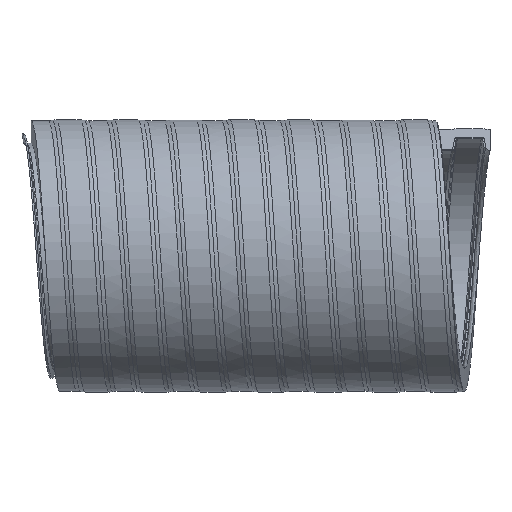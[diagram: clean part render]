
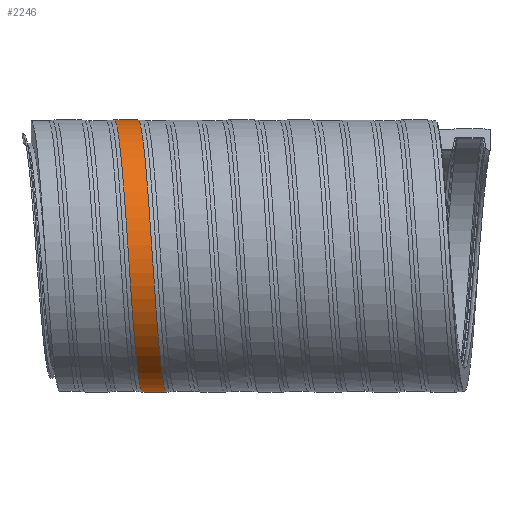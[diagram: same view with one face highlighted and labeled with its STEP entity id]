
A CAD part, top view. The second image highlights one B-rep face of the part: STEP entity #2246.
In plain terms, the highlighted cylindrical face has radius 29.35 mm (diameter 58.7 mm), a full revolution.
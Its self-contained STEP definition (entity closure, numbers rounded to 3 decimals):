
#230=FACE_OUTER_BOUND('',#341,.T.);
#341=EDGE_LOOP('',(#1760,#1761,#1762,#1763));
#511=B_SPLINE_CURVE_WITH_KNOTS('',3,(#11710,#11711,#11712,#11713,#11714,
#11715,#11716,#11717,#11718,#11719,#11720,#11721,#11722,#11723,#11724,#11725,
#11726),.UNSPECIFIED.,.F.,.F.,(4,1,1,1,1,1,1,1,1,1,1,1,1,1,4),(3.142,
3.47,3.965,4.461,4.957,5.452,
5.948,6.444,6.939,7.435,7.931,
8.426,8.922,9.418,9.425),
 .UNSPECIFIED.);
#512=B_SPLINE_CURVE_WITH_KNOTS('',3,(#11727,#11728,#11729,#11730,#11731,
#11732,#11733,#11734,#11735,#11736,#11737,#11738,#11739,#11740,#11741,#11742,
#11743),.UNSPECIFIED.,.F.,.F.,(4,1,1,1,1,1,1,1,1,1,1,1,1,1,4),(3.142,
3.47,3.965,4.461,4.957,5.452,
5.948,6.444,6.939,7.435,7.931,
8.426,8.922,9.418,9.425),
 .UNSPECIFIED.);
#638=LINE('',#11682,#751);
#640=LINE('',#11709,#753);
#751=VECTOR('',#2744,29.35);
#753=VECTOR('',#2748,29.35);
#943=VERTEX_POINT('',#11680);
#944=VERTEX_POINT('',#11681);
#947=VERTEX_POINT('',#11707);
#948=VERTEX_POINT('',#11708);
#1233=EDGE_CURVE('',#943,#944,#638,.T.);
#1237=EDGE_CURVE('',#947,#948,#640,.T.);
#1238=EDGE_CURVE('',#943,#947,#511,.T.);
#1239=EDGE_CURVE('',#944,#948,#512,.T.);
#1760=ORIENTED_EDGE('',*,*,#1237,.F.);
#1761=ORIENTED_EDGE('',*,*,#1238,.F.);
#1762=ORIENTED_EDGE('',*,*,#1233,.T.);
#1763=ORIENTED_EDGE('',*,*,#1239,.T.);
#2033=CYLINDRICAL_SURFACE('',#2416,29.35);
#2246=ADVANCED_FACE('',(#230),#2033,.T.);
#2416=AXIS2_PLACEMENT_3D('',#11706,#2746,#2747);
#2744=DIRECTION('',(-1.,0.,0.));
#2746=DIRECTION('center_axis',(1.,0.,0.));
#2747=DIRECTION('ref_axis',(0.,1.,0.));
#2748=DIRECTION('',(-1.,0.,0.));
#11680=CARTESIAN_POINT('',(18.762,-29.349,0.001));
#11681=CARTESIAN_POINT('',(13.621,-29.349,0.001));
#11682=CARTESIAN_POINT('',(12.532,-29.35,0.));
#11706=CARTESIAN_POINT('Origin',(12.532,0.,0.));
#11707=CARTESIAN_POINT('',(31.222,-29.352,0.));
#11708=CARTESIAN_POINT('',(26.081,-29.352,0.));
#11709=CARTESIAN_POINT('',(12.532,-29.35,0.));
#11710=CARTESIAN_POINT('Ctrl Pts',(18.762,-29.349,0.001));
#11711=CARTESIAN_POINT('Ctrl Pts',(18.979,-29.346,-3.21));
#11712=CARTESIAN_POINT('Ctrl Pts',(19.523,-28.027,-11.272));
#11713=CARTESIAN_POINT('Ctrl Pts',(20.395,-20.777,-22.437));
#11714=CARTESIAN_POINT('Ctrl Pts',(21.378,-7.605,-29.618));
#11715=CARTESIAN_POINT('Ctrl Pts',(22.361,7.398,-29.671));
#11716=CARTESIAN_POINT('Ctrl Pts',(23.344,20.62,-22.581));
#11717=CARTESIAN_POINT('Ctrl Pts',(24.327,28.878,-10.057));
#11718=CARTESIAN_POINT('Ctrl Pts',(25.31,30.186,4.889));
#11719=CARTESIAN_POINT('Ctrl Pts',(26.293,24.228,18.658));
#11720=CARTESIAN_POINT('Ctrl Pts',(27.276,12.438,27.935));
#11721=CARTESIAN_POINT('Ctrl Pts',(28.259,-2.346,30.489));
#11722=CARTESIAN_POINT('Ctrl Pts',(29.242,-16.565,25.704));
#11723=CARTESIAN_POINT('Ctrl Pts',(30.225,-26.797,14.732));
#11724=CARTESIAN_POINT('Ctrl Pts',(30.885,-29.336,4.985));
#11725=CARTESIAN_POINT('Ctrl Pts',(31.217,-29.352,0.068));
#11726=CARTESIAN_POINT('Ctrl Pts',(31.222,-29.352,0.));
#11727=CARTESIAN_POINT('Ctrl Pts',(13.621,-29.349,0.001));
#11728=CARTESIAN_POINT('Ctrl Pts',(13.838,-29.346,-3.21));
#11729=CARTESIAN_POINT('Ctrl Pts',(14.383,-28.027,-11.272));
#11730=CARTESIAN_POINT('Ctrl Pts',(15.255,-20.777,-22.437));
#11731=CARTESIAN_POINT('Ctrl Pts',(16.238,-7.605,-29.618));
#11732=CARTESIAN_POINT('Ctrl Pts',(17.221,7.398,-29.671));
#11733=CARTESIAN_POINT('Ctrl Pts',(18.204,20.62,-22.581));
#11734=CARTESIAN_POINT('Ctrl Pts',(19.187,28.878,-10.057));
#11735=CARTESIAN_POINT('Ctrl Pts',(20.17,30.186,4.889));
#11736=CARTESIAN_POINT('Ctrl Pts',(21.153,24.228,18.658));
#11737=CARTESIAN_POINT('Ctrl Pts',(22.135,12.438,27.935));
#11738=CARTESIAN_POINT('Ctrl Pts',(23.118,-2.346,30.489));
#11739=CARTESIAN_POINT('Ctrl Pts',(24.101,-16.565,25.704));
#11740=CARTESIAN_POINT('Ctrl Pts',(25.084,-26.797,14.732));
#11741=CARTESIAN_POINT('Ctrl Pts',(25.744,-29.336,4.985));
#11742=CARTESIAN_POINT('Ctrl Pts',(26.077,-29.352,0.068));
#11743=CARTESIAN_POINT('Ctrl Pts',(26.081,-29.352,0.));
